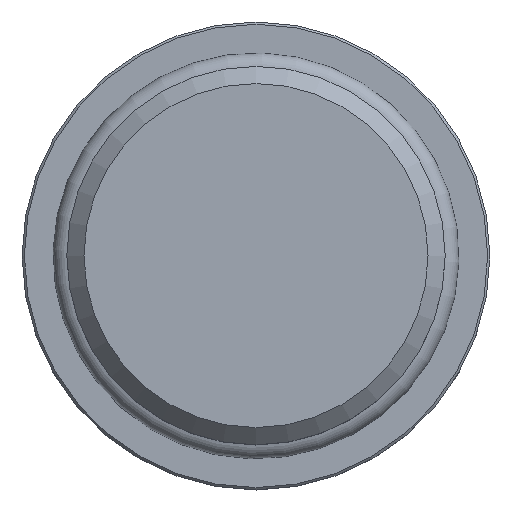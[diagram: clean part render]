
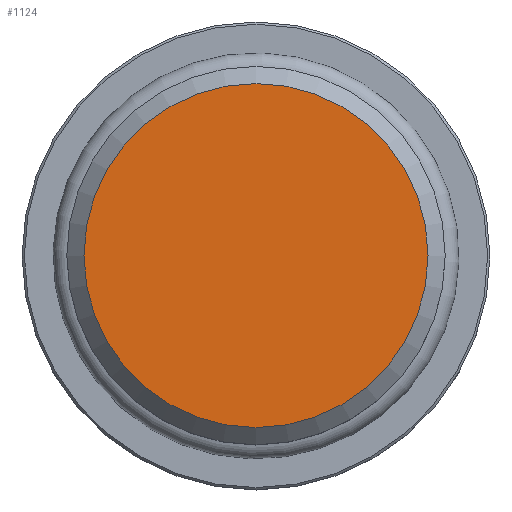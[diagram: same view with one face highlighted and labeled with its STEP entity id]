
A CAD part, top view. The second image highlights one B-rep face of the part: STEP entity #1124.
In plain terms, the highlighted planar face has unit normal (0, 0, 1).
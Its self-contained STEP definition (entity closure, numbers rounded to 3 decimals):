
#1084=CARTESIAN_POINT('',(15.0,0.,25.0));
#1085=VERTEX_POINT('',#1084);
#1086=CARTESIAN_POINT('',(0.0,0.0,25.0));
#1087=DIRECTION('',(0.0,0.0,-1.0));
#1088=DIRECTION('',(-1.0,0.0,0.0));
#1089=AXIS2_PLACEMENT_3D('',#1086,#1087,#1088);
#1090=CIRCLE('',#1089,15.0);
#1091=EDGE_CURVE('',#1085,#1085,#1090,.T.);
#1116=CARTESIAN_POINT('',(0.0,0.0,25.0));
#1117=DIRECTION('',(0.0,0.0,-1.0));
#1118=DIRECTION('',(-1.0,0.0,0.0));
#1119=AXIS2_PLACEMENT_3D('',#1116,#1117,#1118);
#1120=PLANE('',#1119);
#1121=ORIENTED_EDGE('',*,*,#1091,.F.);
#1122=EDGE_LOOP('',(#1121));
#1123=FACE_OUTER_BOUND('',#1122,.T.);
#1124=ADVANCED_FACE('',(#1123),#1120,.F.);
